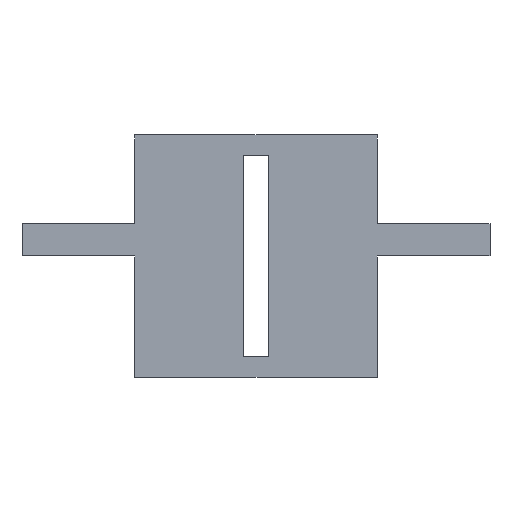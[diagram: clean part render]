
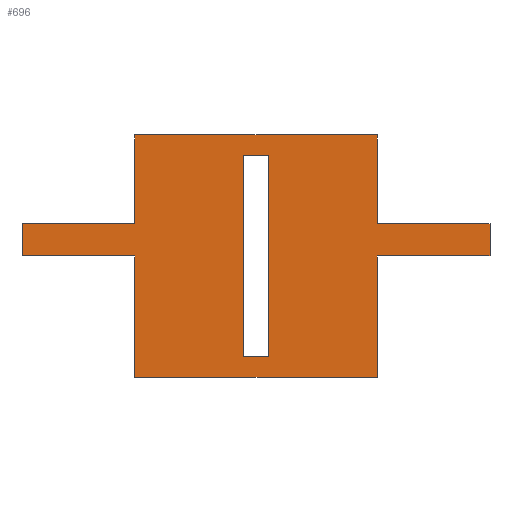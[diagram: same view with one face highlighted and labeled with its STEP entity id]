
A CAD part, front view. The second image highlights one B-rep face of the part: STEP entity #696.
In plain terms, the highlighted planar face has unit normal (0, -1, 0).
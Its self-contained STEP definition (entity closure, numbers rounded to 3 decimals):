
#19=FACE_BOUND('',#89,.T.);
#51=FACE_OUTER_BOUND('',#88,.T.);
#88=EDGE_LOOP('',(#584,#585,#586,#587,#588,#589,#590,#591,#592,#593,#594,
#595));
#89=EDGE_LOOP('',(#596,#597,#598,#599));
#133=LINE('',#1000,#223);
#139=LINE('',#1011,#229);
#140=LINE('',#1013,#230);
#144=LINE('',#1020,#234);
#145=LINE('',#1023,#235);
#149=LINE('',#1032,#239);
#155=LINE('',#1043,#245);
#156=LINE('',#1045,#246);
#160=LINE('',#1052,#250);
#161=LINE('',#1055,#251);
#164=LINE('',#1062,#254);
#168=LINE('',#1070,#258);
#171=LINE('',#1076,#261);
#174=LINE('',#1081,#264);
#177=LINE('',#1085,#267);
#179=LINE('',#1088,#269);
#223=VECTOR('',#827,10.);
#229=VECTOR('',#835,10.);
#230=VECTOR('',#838,10.);
#234=VECTOR('',#844,10.);
#235=VECTOR('',#847,10.);
#239=VECTOR('',#853,10.);
#245=VECTOR('',#861,10.);
#246=VECTOR('',#864,10.);
#250=VECTOR('',#870,10.);
#251=VECTOR('',#873,10.);
#254=VECTOR('',#878,10.);
#258=VECTOR('',#884,10.);
#261=VECTOR('',#889,10.);
#264=VECTOR('',#894,10.);
#267=VECTOR('',#899,10.);
#269=VECTOR('',#903,10.);
#300=VERTEX_POINT('',#996);
#302=VERTEX_POINT('',#999);
#305=VERTEX_POINT('',#1006);
#306=VERTEX_POINT('',#1009);
#308=VERTEX_POINT('',#1018);
#309=VERTEX_POINT('',#1022);
#311=VERTEX_POINT('',#1028);
#313=VERTEX_POINT('',#1031);
#315=VERTEX_POINT('',#1037);
#317=VERTEX_POINT('',#1041);
#319=VERTEX_POINT('',#1050);
#320=VERTEX_POINT('',#1054);
#322=VERTEX_POINT('',#1060);
#323=VERTEX_POINT('',#1061);
#326=VERTEX_POINT('',#1069);
#328=VERTEX_POINT('',#1075);
#373=EDGE_CURVE('',#300,#302,#133,.T.);
#379=EDGE_CURVE('',#305,#306,#139,.T.);
#380=EDGE_CURVE('',#302,#306,#140,.T.);
#384=EDGE_CURVE('',#300,#308,#144,.T.);
#385=EDGE_CURVE('',#309,#305,#145,.T.);
#389=EDGE_CURVE('',#311,#313,#149,.T.);
#395=EDGE_CURVE('',#315,#317,#155,.T.);
#396=EDGE_CURVE('',#313,#317,#156,.T.);
#400=EDGE_CURVE('',#311,#319,#160,.T.);
#401=EDGE_CURVE('',#320,#315,#161,.T.);
#404=EDGE_CURVE('',#322,#323,#164,.T.);
#408=EDGE_CURVE('',#323,#326,#168,.T.);
#411=EDGE_CURVE('',#326,#328,#171,.T.);
#414=EDGE_CURVE('',#328,#322,#174,.T.);
#417=EDGE_CURVE('',#319,#309,#177,.T.);
#419=EDGE_CURVE('',#308,#320,#179,.T.);
#584=ORIENTED_EDGE('',*,*,#419,.T.);
#585=ORIENTED_EDGE('',*,*,#401,.T.);
#586=ORIENTED_EDGE('',*,*,#395,.T.);
#587=ORIENTED_EDGE('',*,*,#396,.F.);
#588=ORIENTED_EDGE('',*,*,#389,.F.);
#589=ORIENTED_EDGE('',*,*,#400,.T.);
#590=ORIENTED_EDGE('',*,*,#417,.T.);
#591=ORIENTED_EDGE('',*,*,#385,.T.);
#592=ORIENTED_EDGE('',*,*,#379,.T.);
#593=ORIENTED_EDGE('',*,*,#380,.F.);
#594=ORIENTED_EDGE('',*,*,#373,.F.);
#595=ORIENTED_EDGE('',*,*,#384,.T.);
#596=ORIENTED_EDGE('',*,*,#411,.T.);
#597=ORIENTED_EDGE('',*,*,#414,.T.);
#598=ORIENTED_EDGE('',*,*,#404,.T.);
#599=ORIENTED_EDGE('',*,*,#408,.T.);
#631=PLANE('',#751);
#696=ADVANCED_FACE('',(#51,#19),#631,.T.);
#751=AXIS2_PLACEMENT_3D('',#1090,#906,#907);
#827=DIRECTION('',(1.,0.,0.));
#835=DIRECTION('',(1.,0.,0.));
#838=DIRECTION('',(0.,0.,-1.));
#844=DIRECTION('',(0.,0.,1.));
#847=DIRECTION('',(0.,0.,1.));
#853=DIRECTION('',(-1.,0.,0.));
#861=DIRECTION('',(-1.,0.,0.));
#864=DIRECTION('',(0.,0.,1.));
#870=DIRECTION('',(0.,0.,-1.));
#873=DIRECTION('',(0.,0.,-1.));
#878=DIRECTION('',(1.,0.,0.));
#884=DIRECTION('',(0.,0.,-1.));
#889=DIRECTION('',(-1.,0.,0.));
#894=DIRECTION('',(0.,0.,1.));
#899=DIRECTION('',(1.,0.,0.));
#903=DIRECTION('',(-1.,0.,0.));
#906=DIRECTION('center_axis',(0.,-1.,0.));
#907=DIRECTION('ref_axis',(0.,0.,-1.));
#996=CARTESIAN_POINT('',(30.,-2.,-11.));
#999=CARTESIAN_POINT('',(44.,-2.,-11.));
#1000=CARTESIAN_POINT('',(30.,-2.,-11.));
#1006=CARTESIAN_POINT('',(30.,-2.,-15.));
#1009=CARTESIAN_POINT('',(44.,-2.,-15.));
#1011=CARTESIAN_POINT('',(30.,-2.,-15.));
#1013=CARTESIAN_POINT('',(44.,-2.,0.));
#1018=CARTESIAN_POINT('',(30.,-2.,0.));
#1020=CARTESIAN_POINT('',(30.,-2.,0.));
#1022=CARTESIAN_POINT('',(30.,-2.,-30.));
#1023=CARTESIAN_POINT('',(30.,-2.,0.));
#1028=CARTESIAN_POINT('',(0.,-2.,-15.));
#1031=CARTESIAN_POINT('',(-14.,-2.,-15.));
#1032=CARTESIAN_POINT('',(0.,-2.,-15.));
#1037=CARTESIAN_POINT('',(0.,-2.,-11.));
#1041=CARTESIAN_POINT('',(-14.,-2.,-11.));
#1043=CARTESIAN_POINT('',(0.,-2.,-11.));
#1045=CARTESIAN_POINT('',(-14.,-2.,-30.));
#1050=CARTESIAN_POINT('',(0.,-2.,-30.));
#1052=CARTESIAN_POINT('',(0.,-2.,-30.));
#1054=CARTESIAN_POINT('',(0.,-2.,0.));
#1055=CARTESIAN_POINT('',(0.,-2.,-30.));
#1060=CARTESIAN_POINT('',(13.4,-2.,-2.5));
#1061=CARTESIAN_POINT('',(16.6,-2.,-2.5));
#1062=CARTESIAN_POINT('',(15.8,-2.,-2.5));
#1069=CARTESIAN_POINT('',(16.6,-2.,-27.5));
#1070=CARTESIAN_POINT('',(16.6,-2.,-21.25));
#1075=CARTESIAN_POINT('',(13.4,-2.,-27.5));
#1076=CARTESIAN_POINT('',(14.2,-2.,-27.5));
#1081=CARTESIAN_POINT('',(13.4,-2.,-8.75));
#1085=CARTESIAN_POINT('',(30.,-2.,-30.));
#1088=CARTESIAN_POINT('',(0.,-2.,0.));
#1090=CARTESIAN_POINT('Origin',(15.,-2.,-15.));
